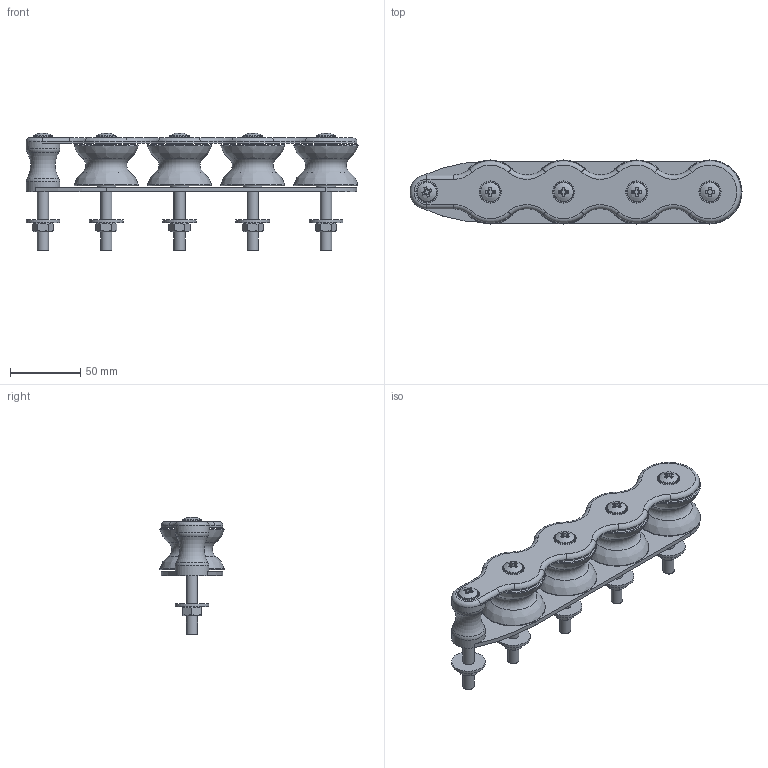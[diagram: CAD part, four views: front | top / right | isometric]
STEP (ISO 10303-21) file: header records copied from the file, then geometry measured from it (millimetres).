
FILE_DESCRIPTION(/* description */ (''),/* implementation_level */ '2;1');
FILE_NAME(/* name */ 'T540.stp',/* time_stamp */ '2016-04-04T10:24:27+02:00',/* author */ ('Nicola'),/* organization */ (''),/* preprocessor_version */ 'ST-DEVELOPER v16.1',/* originating_system */ 'Autodesk Inventor 2016',/* authorisation */ '');
FILE_SCHEMA (('AUTOMOTIVE_DESIGN { 1 0 10303 214 3 1 1 }'));
Length unit declared in the file: millimetre
Products named in the file (1): T540
Bounding box: 235.74 x 45.49 x 83.65 mm (x, y, z)
Volume: 223335.3 mm3; surface area: 77090.8 mm2
Topology: 1 solids, 1 shells, 280 faces, 683 edges, 443 vertices
Faces by surface type: plane 136, cylinder 55, cone 40, torus 36, bspline 8, sphere 5
Full cylindrical faces by diameter (mm): 8 x10, 13.75 x8, 14 x5, 15.7 x5, 24 x7
Entity records: 7970 total; most frequent: CARTESIAN_POINT 1807, DIRECTION 1328, ORIENTED_EDGE 1162, EDGE_CURVE 581, AXIS2_PLACEMENT_3D 562, VERTEX_POINT 421, EDGE_LOOP 406, CIRCLE 289
